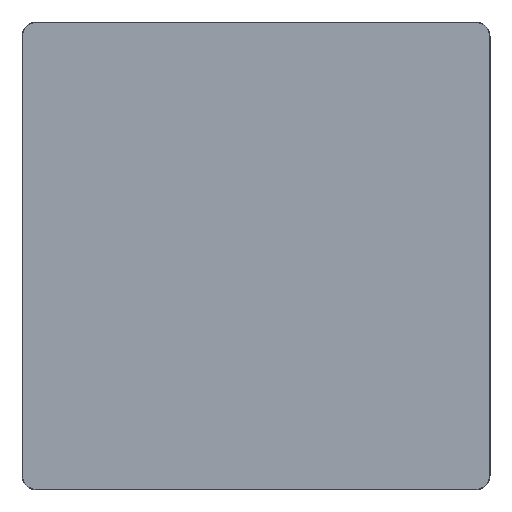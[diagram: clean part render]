
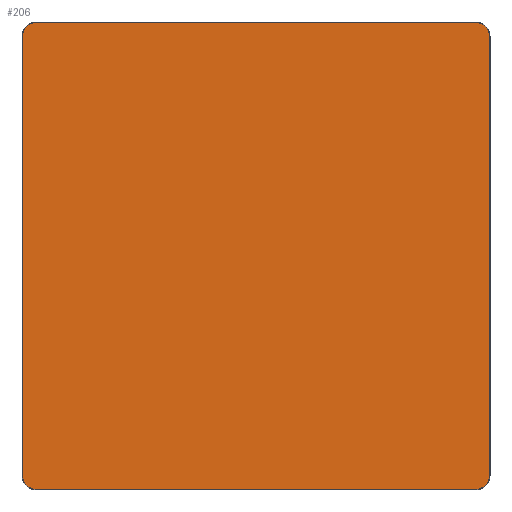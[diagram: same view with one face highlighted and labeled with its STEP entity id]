
A CAD part, top view. The second image highlights one B-rep face of the part: STEP entity #206.
In plain terms, the highlighted planar face has unit normal (0, 0, 1).
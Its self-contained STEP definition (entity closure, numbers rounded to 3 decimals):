
#44=PLANE('',#247);
#50=LINE('',#333,#66);
#54=LINE('',#345,#70);
#58=LINE('',#357,#74);
#61=LINE('',#366,#77);
#66=VECTOR('',#268,1000.);
#70=VECTOR('',#280,1000.);
#74=VECTOR('',#292,1000.);
#77=VECTOR('',#303,1000.);
#110=ORIENTED_EDGE('',*,*,#128,.T.);
#111=ORIENTED_EDGE('',*,*,#132,.T.);
#112=ORIENTED_EDGE('',*,*,#135,.T.);
#113=ORIENTED_EDGE('',*,*,#138,.T.);
#114=ORIENTED_EDGE('',*,*,#141,.T.);
#115=ORIENTED_EDGE('',*,*,#144,.T.);
#116=ORIENTED_EDGE('',*,*,#147,.T.);
#117=ORIENTED_EDGE('',*,*,#149,.T.);
#128=EDGE_CURVE('',#153,#152,#167,.T.);
#132=EDGE_CURVE('',#152,#155,#50,.F.);
#135=EDGE_CURVE('',#155,#157,#169,.T.);
#138=EDGE_CURVE('',#157,#159,#54,.F.);
#141=EDGE_CURVE('',#159,#161,#171,.T.);
#144=EDGE_CURVE('',#161,#163,#58,.F.);
#147=EDGE_CURVE('',#163,#165,#173,.T.);
#149=EDGE_CURVE('',#165,#153,#61,.F.);
#152=VERTEX_POINT('',#324);
#153=VERTEX_POINT('',#326);
#155=VERTEX_POINT('',#332);
#157=VERTEX_POINT('',#338);
#159=VERTEX_POINT('',#344);
#161=VERTEX_POINT('',#350);
#163=VERTEX_POINT('',#356);
#165=VERTEX_POINT('',#362);
#167=CIRCLE('',#233,1.513);
#169=CIRCLE('',#237,1.513);
#171=CIRCLE('',#241,1.513);
#173=CIRCLE('',#245,1.513);
#182=EDGE_LOOP('',(#110,#111,#112,#113,#114,#115,#116,#117));
#192=FACE_BOUND('',#182,.T.);
#206=ADVANCED_FACE('',(#192),#44,.T.);
#233=AXIS2_PLACEMENT_3D('',#325,#261,#262);
#237=AXIS2_PLACEMENT_3D('',#339,#274,#275);
#241=AXIS2_PLACEMENT_3D('',#351,#286,#287);
#245=AXIS2_PLACEMENT_3D('',#363,#298,#299);
#247=AXIS2_PLACEMENT_3D('',#367,#304,#305);
#261=DIRECTION('',(0.,0.,1.));
#262=DIRECTION('',(0.,1.,0.));
#268=DIRECTION('',(0.,-1.,0.));
#274=DIRECTION('',(0.,0.,1.));
#275=DIRECTION('',(0.,1.,0.));
#280=DIRECTION('',(1.,0.,0.));
#286=DIRECTION('',(0.,0.,1.));
#287=DIRECTION('',(0.,1.,0.));
#292=DIRECTION('',(0.,1.,0.));
#298=DIRECTION('',(0.,0.,1.));
#299=DIRECTION('',(0.,1.,0.));
#303=DIRECTION('',(-1.,0.,0.));
#304=DIRECTION('',(0.,0.,1.));
#305=DIRECTION('',(0.,1.,0.));
#324=CARTESIAN_POINT('',(25.913,-24.4,0.));
#325=CARTESIAN_POINT('',(24.4,-24.4,0.));
#326=CARTESIAN_POINT('',(24.4,-25.913,0.));
#332=CARTESIAN_POINT('',(25.913,24.4,0.));
#333=CARTESIAN_POINT('',(25.913,0.,0.));
#338=CARTESIAN_POINT('',(24.4,25.913,0.));
#339=CARTESIAN_POINT('',(24.4,24.4,0.));
#344=CARTESIAN_POINT('',(-24.4,25.913,0.));
#345=CARTESIAN_POINT('',(0.,25.913,0.));
#350=CARTESIAN_POINT('',(-25.913,24.4,0.));
#351=CARTESIAN_POINT('',(-24.4,24.4,0.));
#356=CARTESIAN_POINT('',(-25.913,-24.4,0.));
#357=CARTESIAN_POINT('',(-25.913,0.,0.));
#362=CARTESIAN_POINT('',(-24.4,-25.913,0.));
#363=CARTESIAN_POINT('',(-24.4,-24.4,0.));
#366=CARTESIAN_POINT('',(0.,-25.913,0.));
#367=CARTESIAN_POINT('',(24.4,-24.4,0.));
